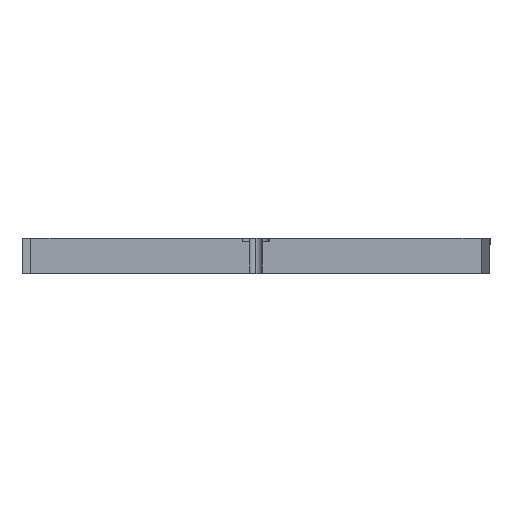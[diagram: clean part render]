
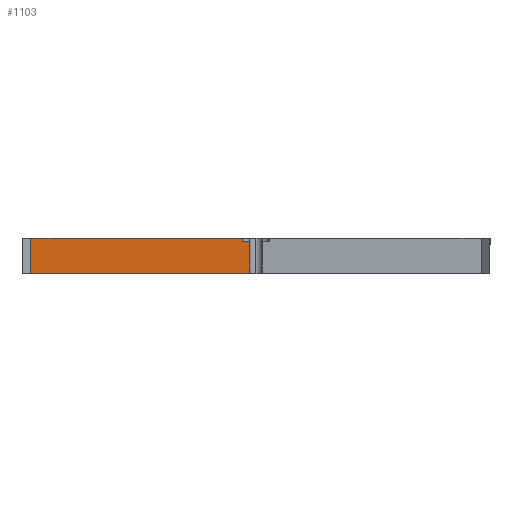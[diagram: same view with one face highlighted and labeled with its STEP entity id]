
A CAD part, top view. The second image highlights one B-rep face of the part: STEP entity #1103.
In plain terms, the highlighted planar face has unit normal (0, 0, 1).
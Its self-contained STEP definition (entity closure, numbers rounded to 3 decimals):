
#88 = VERTEX_POINT ( 'NONE', #11552 ) ;
#433 = EDGE_CURVE ( 'NONE', #2904, #2391, #2929, .T. ) ;
#741 = LINE ( 'NONE', #12140, #1368 ) ;
#1103 = ADVANCED_FACE ( 'NONE', ( #7812 ), #4174, .F. ) ;
#1219 = CARTESIAN_POINT ( 'NONE',  ( -96.182, 0., 100. ) ) ;
#1292 = CARTESIAN_POINT ( 'NONE',  ( -2.7, 25., 100. ) ) ;
#1368 = VECTOR ( 'NONE', #10151, 1000. ) ;
#2134 = CARTESIAN_POINT ( 'NONE',  ( -100., 15., 100. ) ) ;
#2255 = VECTOR ( 'NONE', #2419, 1000. ) ;
#2375 = CARTESIAN_POINT ( 'NONE',  ( -5.7, 13.5, 100. ) ) ;
#2391 = VERTEX_POINT ( 'NONE', #11896 ) ;
#2419 = DIRECTION ( 'NONE',  ( 0., 1., 0. ) ) ;
#2886 = CARTESIAN_POINT ( 'NONE',  ( -2.7, 0., 100. ) ) ;
#2904 = VERTEX_POINT ( 'NONE', #10059 ) ;
#2929 = LINE ( 'NONE', #7828, #7839 ) ;
#3108 = ORIENTED_EDGE ( 'NONE', *, *, #9699, .T. ) ;
#3184 = DIRECTION ( 'NONE',  ( -1., 0., 0. ) ) ;
#3319 = AXIS2_PLACEMENT_3D ( 'NONE', #2134, #11959, #3184 ) ;
#3888 = ORIENTED_EDGE ( 'NONE', *, *, #5634, .T. ) ;
#4174 = PLANE ( 'NONE',  #3319 ) ;
#4283 = LINE ( 'NONE', #1292, #5657 ) ;
#4304 = VERTEX_POINT ( 'NONE', #2886 ) ;
#4921 = CARTESIAN_POINT ( 'NONE',  ( -5.7, 13.5, 100. ) ) ;
#5147 = ORIENTED_EDGE ( 'NONE', *, *, #10232, .F. ) ;
#5634 = EDGE_CURVE ( 'NONE', #2904, #12412, #11186, .T. ) ;
#5657 = VECTOR ( 'NONE', #7184, 1000. ) ;
#6564 = DIRECTION ( 'NONE',  ( 0., -1., 0. ) ) ;
#7134 = LINE ( 'NONE', #2375, #2255 ) ;
#7184 = DIRECTION ( 'NONE',  ( 0., -1., 0. ) ) ;
#7285 = CARTESIAN_POINT ( 'NONE',  ( -100., 0., 100. ) ) ;
#7368 = VERTEX_POINT ( 'NONE', #4921 ) ;
#7636 = ORIENTED_EDGE ( 'NONE', *, *, #12256, .T. ) ;
#7646 = EDGE_CURVE ( 'NONE', #7368, #88, #741, .T. ) ;
#7701 = ORIENTED_EDGE ( 'NONE', *, *, #7646, .F. ) ;
#7812 = FACE_OUTER_BOUND ( 'NONE', #8529, .T. ) ;
#7828 = CARTESIAN_POINT ( 'NONE',  ( -100., 15., 100. ) ) ;
#7839 = VECTOR ( 'NONE', #11630, 1000. ) ;
#8283 = DIRECTION ( 'NONE',  ( 1., 0., 0. ) ) ;
#8529 = EDGE_LOOP ( 'NONE', ( #7701, #7636, #11387, #3888, #3108, #5147 ) ) ;
#9423 = CARTESIAN_POINT ( 'NONE',  ( -96.182, 25., 100. ) ) ;
#9699 = EDGE_CURVE ( 'NONE', #12412, #4304, #11986, .T. ) ;
#10059 = CARTESIAN_POINT ( 'NONE',  ( -96.182, 15., 100. ) ) ;
#10151 = DIRECTION ( 'NONE',  ( 1., 0., 0. ) ) ;
#10232 = EDGE_CURVE ( 'NONE', #88, #4304, #4283, .T. ) ;
#10318 = VECTOR ( 'NONE', #8283, 1000. ) ;
#11186 = LINE ( 'NONE', #9423, #11465 ) ;
#11387 = ORIENTED_EDGE ( 'NONE', *, *, #433, .F. ) ;
#11465 = VECTOR ( 'NONE', #6564, 1000. ) ;
#11552 = CARTESIAN_POINT ( 'NONE',  ( -2.7, 13.5, 100. ) ) ;
#11630 = DIRECTION ( 'NONE',  ( 1., 0., 0. ) ) ;
#11896 = CARTESIAN_POINT ( 'NONE',  ( -5.7, 15., 100. ) ) ;
#11959 = DIRECTION ( 'NONE',  ( 0., 0., -1. ) ) ;
#11986 = LINE ( 'NONE', #7285, #10318 ) ;
#12140 = CARTESIAN_POINT ( 'NONE',  ( -5.7, 13.5, 100. ) ) ;
#12256 = EDGE_CURVE ( 'NONE', #7368, #2391, #7134, .T. ) ;
#12412 = VERTEX_POINT ( 'NONE', #1219 ) ;
